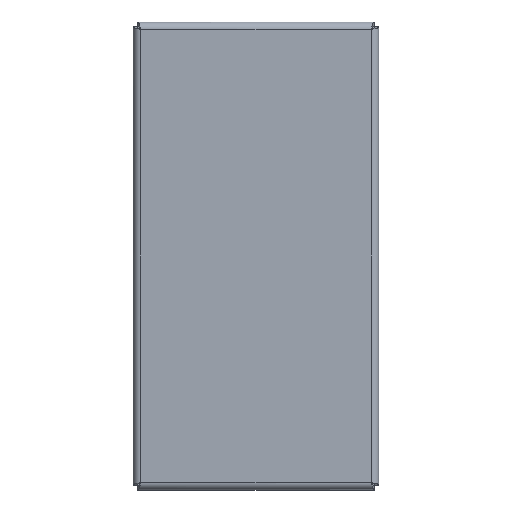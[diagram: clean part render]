
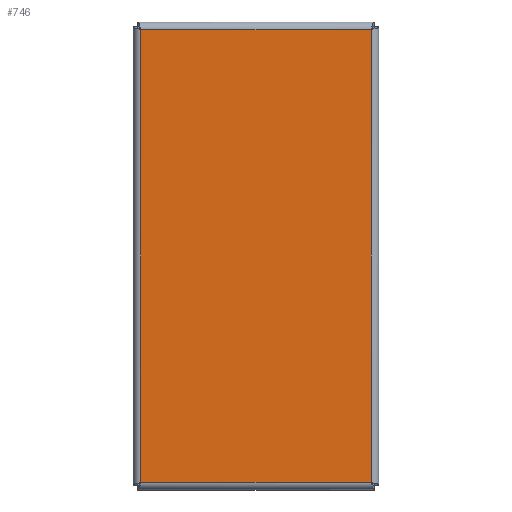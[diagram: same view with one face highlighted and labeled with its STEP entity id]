
A CAD part, front view. The second image highlights one B-rep face of the part: STEP entity #746.
In plain terms, the highlighted planar face has unit normal (0, -1, 0).
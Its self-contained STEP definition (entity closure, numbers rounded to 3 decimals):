
#49=LINE($,#1003,#121);
#65=LINE($,#1105,#137);
#80=LINE($,#1205,#152);
#95=LINE($,#1304,#167);
#121=VECTOR($,#836,48.8);
#137=VECTOR($,#866,95.8);
#152=VECTOR($,#895,95.8);
#167=VECTOR($,#924,48.8);
#206=PLANE($,#793);
#258=FACE_OUTER_BOUND($,#310,.T.);
#310=EDGE_LOOP($,(#636,#637,#638,#639));
#330=VERTEX_POINT($,#994);
#331=VERTEX_POINT($,#1002);
#342=VERTEX_POINT($,#1097);
#352=VERTEX_POINT($,#1204);
#386=EDGE_CURVE($,#331,#330,#49,.T.);
#406=EDGE_CURVE($,#330,#342,#65,.T.);
#425=EDGE_CURVE($,#352,#331,#80,.T.);
#444=EDGE_CURVE($,#342,#352,#95,.T.);
#636=ORIENTED_EDGE($,*,*,#386,.T.);
#637=ORIENTED_EDGE($,*,*,#406,.T.);
#638=ORIENTED_EDGE($,*,*,#444,.T.);
#639=ORIENTED_EDGE($,*,*,#425,.T.);
#746=ADVANCED_FACE($,(#258),#206,.T.);
#793=AXIS2_PLACEMENT_3D($,#1390,#949,#950);
#836=DIRECTION($,(-1.,0.,0.));
#866=DIRECTION($,(0.,0.,-1.));
#895=DIRECTION($,(0.,0.,1.));
#924=DIRECTION($,(1.,0.,0.));
#949=DIRECTION('center_axis',(0.,-1.,0.));
#950=DIRECTION('ref_axis',(0.,0.,1.));
#994=CARTESIAN_POINT('',(-24.4,-13.8,47.9));
#1002=CARTESIAN_POINT('',(24.4,-13.8,47.9));
#1003=CARTESIAN_POINT($,(12.2,-13.8,47.9));
#1097=CARTESIAN_POINT('',(-24.4,-13.8,-47.9));
#1105=CARTESIAN_POINT($,(-24.4,-13.8,23.95));
#1204=CARTESIAN_POINT('',(24.4,-13.8,-47.9));
#1205=CARTESIAN_POINT($,(24.4,-13.8,-23.95));
#1304=CARTESIAN_POINT($,(-12.2,-13.8,-47.9));
#1390=CARTESIAN_POINT('Origin',(0.,-13.8,0.));
